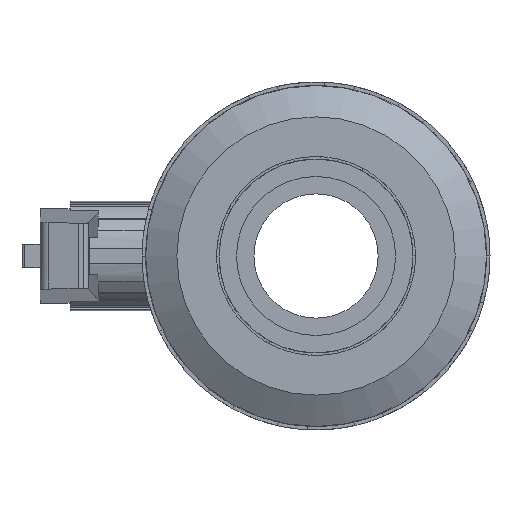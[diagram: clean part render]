
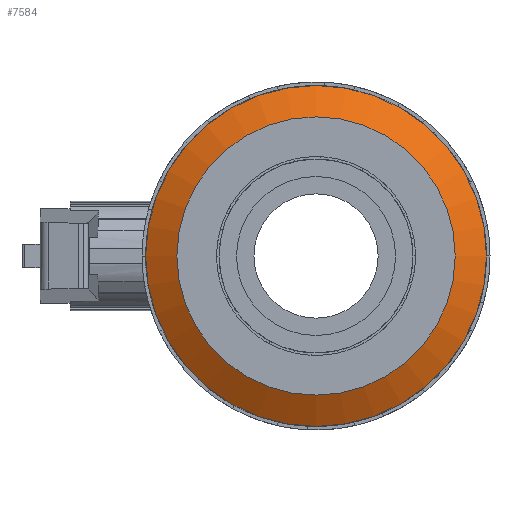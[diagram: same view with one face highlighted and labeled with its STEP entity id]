
A CAD part, left-side view. The second image highlights one B-rep face of the part: STEP entity #7584.
In plain terms, the highlighted conical face has half-angle 60 degrees and reference radius 31.5 mm.
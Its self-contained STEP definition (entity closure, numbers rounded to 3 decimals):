
#14=CONICAL_SURFACE('',#8135,31.5,1.047);
#213=CIRCLE('',#8136,34.3);
#214=CIRCLE('',#8137,28.);
#769=FACE_OUTER_BOUND('',#1171,.T.);
#1171=EDGE_LOOP('',(#5405,#5406,#5407,#5408));
#1719=LINE('',#12291,#2458);
#2458=VECTOR('',#9208,31.5);
#3393=VERTEX_POINT('',#12288);
#3394=VERTEX_POINT('',#12290);
#4178=EDGE_CURVE('',#3393,#3393,#213,.T.);
#4179=EDGE_CURVE('',#3393,#3394,#1719,.T.);
#4180=EDGE_CURVE('',#3394,#3394,#214,.T.);
#5405=ORIENTED_EDGE('',*,*,#4178,.T.);
#5406=ORIENTED_EDGE('',*,*,#4179,.T.);
#5407=ORIENTED_EDGE('',*,*,#4180,.F.);
#5408=ORIENTED_EDGE('',*,*,#4179,.F.);
#7584=ADVANCED_FACE('',(#769),#14,.T.);
#8135=AXIS2_PLACEMENT_3D('',#12287,#9204,#9205);
#8136=AXIS2_PLACEMENT_3D('',#12289,#9206,#9207);
#8137=AXIS2_PLACEMENT_3D('',#12292,#9209,#9210);
#9204=DIRECTION('center_axis',(1.,0.,0.));
#9205=DIRECTION('ref_axis',(0.,1.,0.));
#9206=DIRECTION('center_axis',(-1.,0.,0.));
#9207=DIRECTION('ref_axis',(0.,1.,0.));
#9208=DIRECTION('',(-0.5,0.866,0.));
#9209=DIRECTION('center_axis',(-1.,0.,0.));
#9210=DIRECTION('ref_axis',(0.,1.,0.));
#12287=CARTESIAN_POINT('Origin',(-33.428,0.,0.));
#12288=CARTESIAN_POINT('',(-31.812,-34.3,0.));
#12289=CARTESIAN_POINT('Origin',(-31.812,0.,0.));
#12290=CARTESIAN_POINT('',(-35.449,-28.,0.));
#12291=CARTESIAN_POINT('',(-33.428,-31.5,0.));
#12292=CARTESIAN_POINT('Origin',(-35.449,0.,0.));
